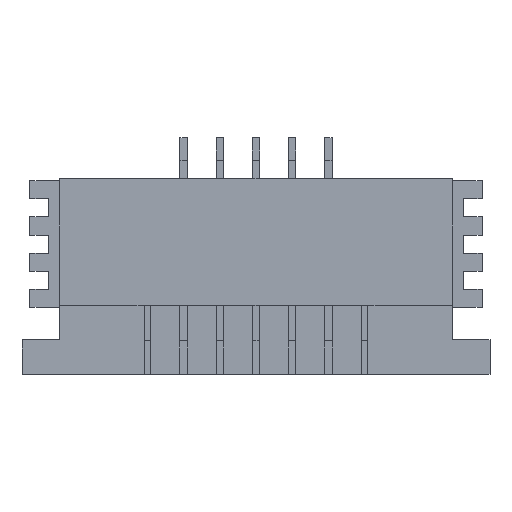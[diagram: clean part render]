
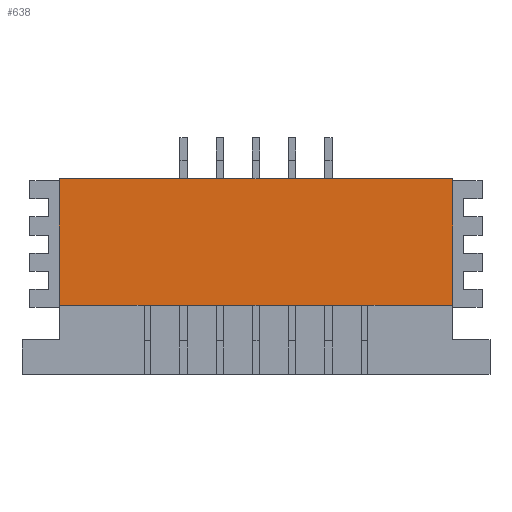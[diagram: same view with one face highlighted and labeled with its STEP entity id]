
A CAD part, top view. The second image highlights one B-rep face of the part: STEP entity #638.
In plain terms, the highlighted planar face has unit normal (0, 0, 1).
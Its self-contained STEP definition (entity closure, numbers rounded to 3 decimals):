
#32 = VERTEX_POINT('',#33);
#33 = CARTESIAN_POINT('',(0.,0.8,2.56));
#39 = EDGE_CURVE('',#32,#40,#42,.T.);
#40 = VERTEX_POINT('',#41);
#41 = CARTESIAN_POINT('',(-5.435,0.8,2.56));
#42 = LINE('',#43,#44);
#43 = CARTESIAN_POINT('',(0.,0.8,2.56));
#44 = VECTOR('',#45,1.);
#45 = DIRECTION('',(-1.,0.,0.));
#604 = EDGE_CURVE('',#40,#605,#607,.T.);
#605 = VERTEX_POINT('',#606);
#606 = CARTESIAN_POINT('',(-5.435,-2.7,2.56));
#607 = LINE('',#608,#609);
#608 = CARTESIAN_POINT('',(-5.435,0.8,2.56));
#609 = VECTOR('',#610,1.);
#610 = DIRECTION('',(0.,-1.,0.));
#638 = ADVANCED_FACE('',(#639),#685,.T.);
#639 = FACE_BOUND('',#640,.T.);
#640 = EDGE_LOOP('',(#641,#642,#643,#651,#659,#666,#673,#680));
#641 = ORIENTED_EDGE('',*,*,#39,.T.);
#642 = ORIENTED_EDGE('',*,*,#604,.T.);
#643 = ORIENTED_EDGE('',*,*,#644,.T.);
#644 = EDGE_CURVE('',#605,#645,#647,.T.);
#645 = VERTEX_POINT('',#646);
#646 = CARTESIAN_POINT('',(-3.09,-2.7,2.56));
#647 = LINE('',#648,#649);
#648 = CARTESIAN_POINT('',(-5.435,-2.7,2.56));
#649 = VECTOR('',#650,1.);
#650 = DIRECTION('',(1.,0.,0.));
#651 = ORIENTED_EDGE('',*,*,#652,.T.);
#652 = EDGE_CURVE('',#645,#653,#655,.T.);
#653 = VERTEX_POINT('',#654);
#654 = CARTESIAN_POINT('',(0.,-2.7,2.56));
#655 = LINE('',#656,#657);
#656 = CARTESIAN_POINT('',(-5.435,-2.7,2.56));
#657 = VECTOR('',#658,1.);
#658 = DIRECTION('',(1.,0.,0.));
#659 = ORIENTED_EDGE('',*,*,#660,.F.);
#660 = EDGE_CURVE('',#661,#653,#663,.T.);
#661 = VERTEX_POINT('',#662);
#662 = CARTESIAN_POINT('',(3.09,-2.7,2.56));
#663 = B_SPLINE_CURVE_WITH_KNOTS('',1,(#664,#665),.UNSPECIFIED.,.F.,.F.,
(2,2),(0.,5.435),.PIECEWISE_BEZIER_KNOTS.);
#664 = CARTESIAN_POINT('',(5.435,-2.7,2.56));
#665 = CARTESIAN_POINT('',(0.,-2.7,2.56));
#666 = ORIENTED_EDGE('',*,*,#667,.F.);
#667 = EDGE_CURVE('',#668,#661,#670,.T.);
#668 = VERTEX_POINT('',#669);
#669 = CARTESIAN_POINT('',(5.435,-2.7,2.56));
#670 = B_SPLINE_CURVE_WITH_KNOTS('',1,(#671,#672),.UNSPECIFIED.,.F.,.F.,
(2,2),(0.,5.435),.PIECEWISE_BEZIER_KNOTS.);
#671 = CARTESIAN_POINT('',(5.435,-2.7,2.56));
#672 = CARTESIAN_POINT('',(0.,-2.7,2.56));
#673 = ORIENTED_EDGE('',*,*,#674,.F.);
#674 = EDGE_CURVE('',#675,#668,#677,.T.);
#675 = VERTEX_POINT('',#676);
#676 = CARTESIAN_POINT('',(5.435,0.8,2.56));
#677 = B_SPLINE_CURVE_WITH_KNOTS('',1,(#678,#679),.UNSPECIFIED.,.F.,.F.,
(2,2),(0.,3.5),.PIECEWISE_BEZIER_KNOTS.);
#678 = CARTESIAN_POINT('',(5.435,0.8,2.56));
#679 = CARTESIAN_POINT('',(5.435,-2.7,2.56));
#680 = ORIENTED_EDGE('',*,*,#681,.F.);
#681 = EDGE_CURVE('',#32,#675,#682,.T.);
#682 = B_SPLINE_CURVE_WITH_KNOTS('',1,(#683,#684),.UNSPECIFIED.,.F.,.F.,
(2,2),(0.,5.435),.PIECEWISE_BEZIER_KNOTS.);
#683 = CARTESIAN_POINT('',(0.,0.8,2.56));
#684 = CARTESIAN_POINT('',(5.435,0.8,2.56));
#685 = PLANE('',#686);
#686 = AXIS2_PLACEMENT_3D('',#687,#688,#689);
#687 = CARTESIAN_POINT('',(0.,-0.95,2.56));
#688 = DIRECTION('',(0.,0.,1.));
#689 = DIRECTION('',(-1.,0.,0.));
